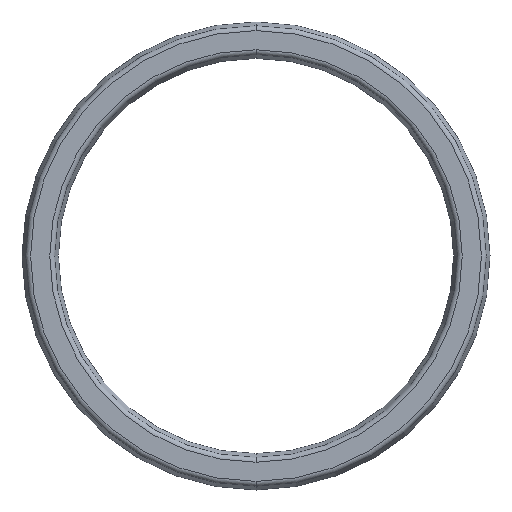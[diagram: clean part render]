
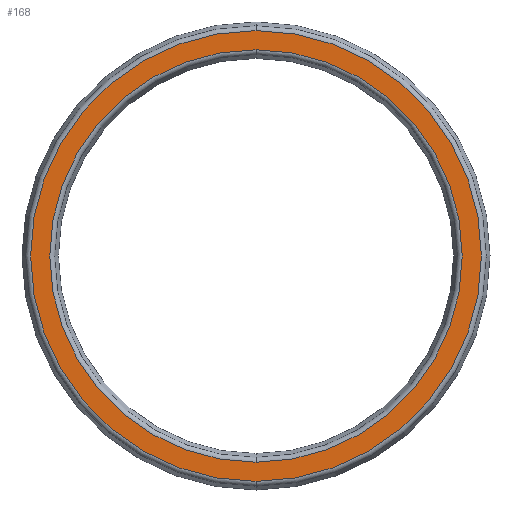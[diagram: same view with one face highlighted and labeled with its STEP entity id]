
A CAD part, front view. The second image highlights one B-rep face of the part: STEP entity #168.
In plain terms, the highlighted planar face has unit normal (0, -1, 0).
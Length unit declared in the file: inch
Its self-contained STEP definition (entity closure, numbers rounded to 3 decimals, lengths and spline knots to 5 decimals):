
#5 = AXIS2_PLACEMENT_3D ( 'NONE', #615, #456, #248 ) ;
#8 = EDGE_LOOP ( 'NONE', ( #479, #240 ) ) ;
#117 = DIRECTION ( 'NONE',  ( 0., 0., -1. ) ) ;
#143 = AXIS2_PLACEMENT_3D ( 'NONE', #305, #556, #252 ) ;
#149 = CARTESIAN_POINT ( 'NONE',  ( 2.594, -0.3125, 0. ) ) ;
#159 = EDGE_LOOP ( 'NONE', ( #487, #187 ) ) ;
#168 = ADVANCED_FACE ( 'NONE', ( #228, #196 ), #190, .T. ) ;
#187 = ORIENTED_EDGE ( 'NONE', *, *, #453, .T. ) ;
#190 = PLANE ( 'NONE',  #410 ) ;
#196 = FACE_BOUND ( 'NONE', #8, .T. ) ;
#200 = DIRECTION ( 'NONE',  ( 0., 0., -1. ) ) ;
#209 = VERTEX_POINT ( 'NONE', #433 ) ;
#228 = FACE_OUTER_BOUND ( 'NONE', #159, .T. ) ;
#240 = ORIENTED_EDGE ( 'NONE', *, *, #506, .T. ) ;
#248 = DIRECTION ( 'NONE',  ( 0., 0., -1. ) ) ;
#252 = DIRECTION ( 'NONE',  ( 0., 0., -1. ) ) ;
#256 = AXIS2_PLACEMENT_3D ( 'NONE', #149, #564, #200 ) ;
#259 = CARTESIAN_POINT ( 'NONE',  ( 2.594, -0.3125, 2.47912 ) ) ;
#268 = CIRCLE ( 'NONE', #5, 2.70888 ) ;
#305 = CARTESIAN_POINT ( 'NONE',  ( 2.594, -0.3125, 0. ) ) ;
#342 = EDGE_CURVE ( 'NONE', #399, #390, #643, .T. ) ;
#349 = CARTESIAN_POINT ( 'NONE',  ( -0.15625, -0.3125, 0. ) ) ;
#371 = EDGE_CURVE ( 'NONE', #528, #209, #268, .T. ) ;
#373 = CARTESIAN_POINT ( 'NONE',  ( 2.594, -0.3125, -2.70888 ) ) ;
#390 = VERTEX_POINT ( 'NONE', #259 ) ;
#397 = DIRECTION ( 'NONE',  ( 0., 0., -1. ) ) ;
#399 = VERTEX_POINT ( 'NONE', #407 ) ;
#407 = CARTESIAN_POINT ( 'NONE',  ( 2.594, -0.3125, -2.47912 ) ) ;
#410 = AXIS2_PLACEMENT_3D ( 'NONE', #349, #490, #397 ) ;
#412 = CIRCLE ( 'NONE', #472, 2.47912 ) ;
#433 = CARTESIAN_POINT ( 'NONE',  ( 2.594, -0.3125, 2.70888 ) ) ;
#453 = EDGE_CURVE ( 'NONE', #209, #528, #460, .T. ) ;
#456 = DIRECTION ( 'NONE',  ( 0., -1., 0. ) ) ;
#460 = CIRCLE ( 'NONE', #256, 2.70888 ) ;
#467 = DIRECTION ( 'NONE',  ( 0., 1., 0. ) ) ;
#472 = AXIS2_PLACEMENT_3D ( 'NONE', #626, #467, #117 ) ;
#479 = ORIENTED_EDGE ( 'NONE', *, *, #342, .T. ) ;
#487 = ORIENTED_EDGE ( 'NONE', *, *, #371, .T. ) ;
#490 = DIRECTION ( 'NONE',  ( 0., -1., 0. ) ) ;
#506 = EDGE_CURVE ( 'NONE', #390, #399, #412, .T. ) ;
#528 = VERTEX_POINT ( 'NONE', #373 ) ;
#556 = DIRECTION ( 'NONE',  ( 0., 1., 0. ) ) ;
#564 = DIRECTION ( 'NONE',  ( 0., -1., 0. ) ) ;
#615 = CARTESIAN_POINT ( 'NONE',  ( 2.594, -0.3125, 0. ) ) ;
#626 = CARTESIAN_POINT ( 'NONE',  ( 2.594, -0.3125, 0. ) ) ;
#643 = CIRCLE ( 'NONE', #143, 2.47912 ) ;
